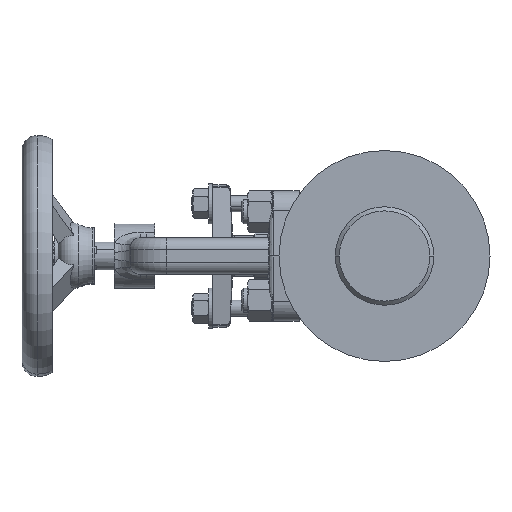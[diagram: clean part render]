
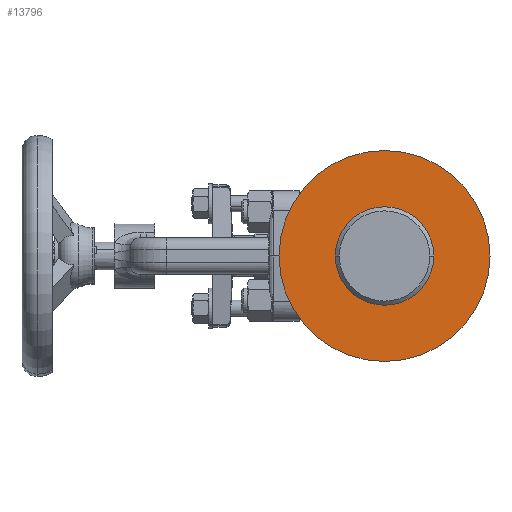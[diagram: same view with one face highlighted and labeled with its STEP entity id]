
A CAD part, left-side view. The second image highlights one B-rep face of the part: STEP entity #13796.
In plain terms, the highlighted planar face has unit normal (-1, 0, 0).
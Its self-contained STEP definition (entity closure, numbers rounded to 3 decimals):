
#805 = CARTESIAN_POINT ( 'NONE',  ( -103., 52.5, 0. ) ) ;
#1024 = VERTEX_POINT ( 'NONE', #19238 ) ;
#1051 = DIRECTION ( 'NONE',  ( 1., 0., 0. ) ) ;
#1613 = DIRECTION ( 'NONE',  ( 0., -1., 0. ) ) ;
#2671 = VERTEX_POINT ( 'NONE', #19360 ) ;
#3629 = ORIENTED_EDGE ( 'NONE', *, *, #16318, .T. ) ;
#4404 = AXIS2_PLACEMENT_3D ( 'NONE', #11899, #1051, #13673 ) ;
#5319 = CIRCLE ( 'NONE', #22822, 24.5 ) ;
#5417 = FACE_OUTER_BOUND ( 'NONE', #21630, .T. ) ;
#6394 = CARTESIAN_POINT ( 'NONE',  ( -103., 0., 0. ) ) ;
#7462 = CARTESIAN_POINT ( 'NONE',  ( -103., 0., 0. ) ) ;
#8222 = DIRECTION ( 'NONE',  ( 0., 1., 0. ) ) ;
#8569 = AXIS2_PLACEMENT_3D ( 'NONE', #7462, #20062, #9294 ) ;
#8712 = PLANE ( 'NONE',  #23196 ) ;
#8796 = CARTESIAN_POINT ( 'NONE',  ( -103., 24.5, 0. ) ) ;
#8797 = EDGE_CURVE ( 'NONE', #21719, #2671, #14032, .T. ) ;
#9294 = DIRECTION ( 'NONE',  ( 0., 1., 0. ) ) ;
#9301 = AXIS2_PLACEMENT_3D ( 'NONE', #6394, #19011, #8222 ) ;
#10431 = CIRCLE ( 'NONE', #8569, 24.5 ) ;
#10433 = CARTESIAN_POINT ( 'NONE',  ( -103., 0., 0. ) ) ;
#10802 = FACE_BOUND ( 'NONE', #19323, .T. ) ;
#11304 = ORIENTED_EDGE ( 'NONE', *, *, #19981, .T. ) ;
#11899 = CARTESIAN_POINT ( 'NONE',  ( -103., 0., 0. ) ) ;
#12256 = DIRECTION ( 'NONE',  ( 0., 1., 0. ) ) ;
#12443 = DIRECTION ( 'NONE',  ( -1., 0., 0. ) ) ;
#12701 = EDGE_CURVE ( 'NONE', #2671, #21719, #15315, .T. ) ;
#13030 = CARTESIAN_POINT ( 'NONE',  ( -103., -24.5, 0. ) ) ;
#13413 = ORIENTED_EDGE ( 'NONE', *, *, #12701, .F. ) ;
#13673 = DIRECTION ( 'NONE',  ( 0., 1., 0. ) ) ;
#13796 = ADVANCED_FACE ( 'NONE', ( #10802, #5417 ), #8712, .T. ) ;
#14032 = CIRCLE ( 'NONE', #4404, 52.5 ) ;
#15315 = CIRCLE ( 'NONE', #9301, 52.5 ) ;
#16183 = ORIENTED_EDGE ( 'NONE', *, *, #8797, .F. ) ;
#16318 = EDGE_CURVE ( 'NONE', #1024, #20981, #10431, .T. ) ;
#19011 = DIRECTION ( 'NONE',  ( 1., 0., 0. ) ) ;
#19238 = CARTESIAN_POINT ( 'NONE',  ( -103., 24.5, 0. ) ) ;
#19323 = EDGE_LOOP ( 'NONE', ( #3629, #11304 ) ) ;
#19360 = CARTESIAN_POINT ( 'NONE',  ( -103., -52.5, 0. ) ) ;
#19981 = EDGE_CURVE ( 'NONE', #20981, #1024, #5319, .T. ) ;
#20062 = DIRECTION ( 'NONE',  ( 1., 0., 0. ) ) ;
#20981 = VERTEX_POINT ( 'NONE', #13030 ) ;
#21630 = EDGE_LOOP ( 'NONE', ( #16183, #13413 ) ) ;
#21719 = VERTEX_POINT ( 'NONE', #805 ) ;
#22822 = AXIS2_PLACEMENT_3D ( 'NONE', #10433, #22996, #12256 ) ;
#22996 = DIRECTION ( 'NONE',  ( 1., 0., 0. ) ) ;
#23196 = AXIS2_PLACEMENT_3D ( 'NONE', #8796, #12443, #1613 ) ;
